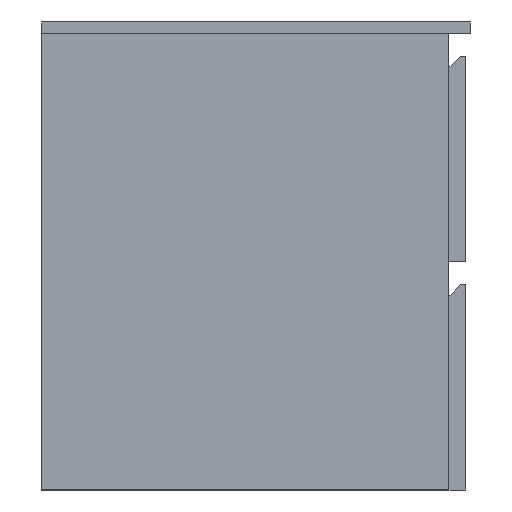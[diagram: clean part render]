
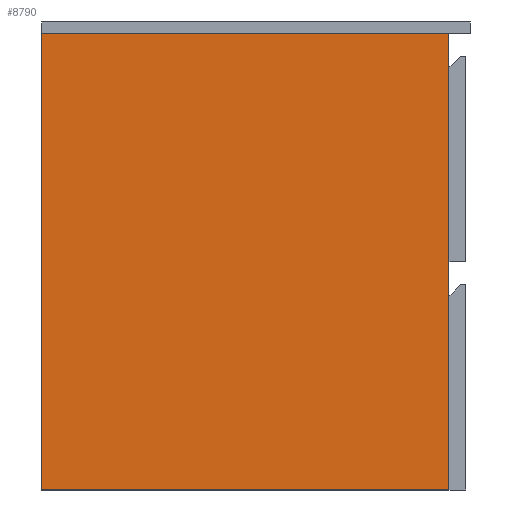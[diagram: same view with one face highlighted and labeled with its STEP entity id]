
A CAD part, left-side view. The second image highlights one B-rep face of the part: STEP entity #8790.
In plain terms, the highlighted face is planar.
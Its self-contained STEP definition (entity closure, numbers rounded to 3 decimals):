
#207 = CARTESIAN_POINT ( 'NONE',  ( 490., 437., -2. ) ) ;
#485 = LINE ( 'NONE', #31663, #34377 ) ;
#2768 = DIRECTION ( 'NONE',  ( 0., -1., 0. ) ) ;
#2965 = PLANE ( 'NONE',  #10190 ) ;
#3836 = DIRECTION ( 'NONE',  ( 0., 1., 0. ) ) ;
#8790 = ADVANCED_FACE ( 'NONE', ( #41196 ), #2965, .T. ) ;
#8950 = DIRECTION ( 'NONE',  ( -1., 0., 0. ) ) ;
#9750 = CARTESIAN_POINT ( 'NONE',  ( 490., 437., -2. ) ) ;
#10022 = EDGE_CURVE ( 'EFI103', #11205, #39132, #27732, .T. ) ;
#10190 = AXIS2_PLACEMENT_3D ( 'NONE', #40644, #40813, #8950 ) ;
#11205 = VERTEX_POINT ( 'NONE', #9750 ) ;
#12342 = EDGE_CURVE ( 'EFI100', #25715, #11205, #13363, .T. ) ;
#13363 = LINE ( 'NONE', #207, #38317 ) ;
#17706 = LINE ( 'NONE', #23967, #32395 ) ;
#22782 = EDGE_CURVE ( 'EFI102', #39132, #27903, #485, .T. ) ;
#22876 = CARTESIAN_POINT ( 'NONE',  ( 490., 0., -2. ) ) ;
#23967 = CARTESIAN_POINT ( 'NONE',  ( 0., 0., -2. ) ) ;
#24115 = DIRECTION ( 'NONE',  ( 1., 0., 0. ) ) ;
#25715 = VERTEX_POINT ( 'NONE', #22876 ) ;
#25744 = EDGE_CURVE ( 'EFI101', #27903, #25715, #17706, .T. ) ;
#26338 = CARTESIAN_POINT ( 'NONE',  ( 0., 437., -2. ) ) ;
#27732 = LINE ( 'NONE', #45103, #41864 ) ;
#27903 = VERTEX_POINT ( 'NONE', #40226 ) ;
#28051 = ORIENTED_EDGE ( 'NONE', *, *, #22782, .F. ) ;
#31663 = CARTESIAN_POINT ( 'NONE',  ( 0., 437., -2. ) ) ;
#32395 = VECTOR ( 'NONE', #24115, 1000. ) ;
#34377 = VECTOR ( 'NONE', #2768, 1000. ) ;
#36397 = EDGE_LOOP ( 'NONE', ( #28051, #39215, #39588, #43278 ) ) ;
#38317 = VECTOR ( 'NONE', #3836, 1000. ) ;
#38775 = DIRECTION ( 'NONE',  ( -1., 0., 0. ) ) ;
#39132 = VERTEX_POINT ( 'NONE', #26338 ) ;
#39215 = ORIENTED_EDGE ( 'NONE', *, *, #10022, .F. ) ;
#39588 = ORIENTED_EDGE ( 'NONE', *, *, #12342, .F. ) ;
#40226 = CARTESIAN_POINT ( 'NONE',  ( 0., 0., -2. ) ) ;
#40644 = CARTESIAN_POINT ( 'NONE',  ( 0., 437., -2. ) ) ;
#40813 = DIRECTION ( 'NONE',  ( 0., 0., -1. ) ) ;
#41196 = FACE_OUTER_BOUND ( 'NONE', #36397, .T. ) ;
#41864 = VECTOR ( 'NONE', #38775, 1000. ) ;
#43278 = ORIENTED_EDGE ( 'NONE', *, *, #25744, .F. ) ;
#45103 = CARTESIAN_POINT ( 'NONE',  ( 0., 437., -2. ) ) ;
